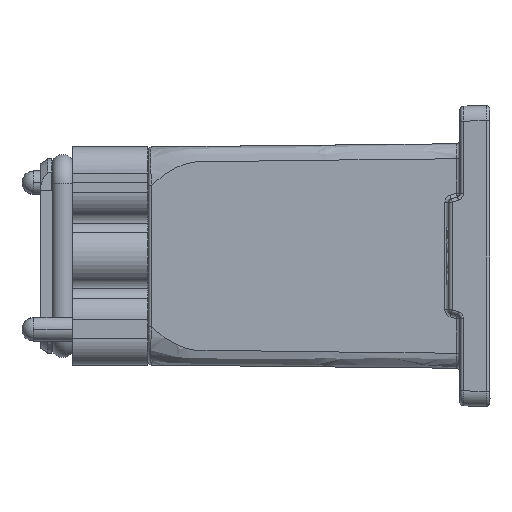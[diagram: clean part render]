
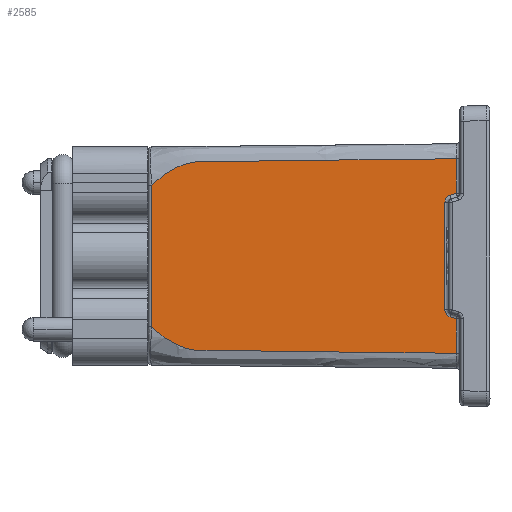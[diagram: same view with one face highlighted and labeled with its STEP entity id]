
A CAD part, left-side view. The second image highlights one B-rep face of the part: STEP entity #2585.
In plain terms, the highlighted planar face has unit normal (-1, 0.011, 0).
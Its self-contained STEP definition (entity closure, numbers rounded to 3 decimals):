
#1527=FACE_OUTER_BOUND('',#8350,.T.);
#2585=ADVANCED_FACE('NONE',(#1527),#3136,.T.);
#3136=PLANE('',#20628);
#4308=LINE('',#39523,#5538);
#4309=LINE('',#39535,#5539);
#4310=LINE('',#39537,#5540);
#4312=LINE('',#39668,#5542);
#4313=LINE('',#39670,#5543);
#4314=LINE('',#39692,#5544);
#5538=VECTOR('',#23825,1.);
#5539=VECTOR('',#23830,1.);
#5540=VECTOR('',#23833,1.);
#5542=VECTOR('',#23837,1.);
#5543=VECTOR('',#23840,1.);
#5544=VECTOR('',#23845,1.);
#6950=B_SPLINE_CURVE_WITH_KNOTS('',3,(#39508,#39509,#39510,#39511),
 .UNSPECIFIED.,.F.,.F.,(4,4),(0.,1.),.UNSPECIFIED.);
#6954=B_SPLINE_CURVE_WITH_KNOTS('',3,(#39530,#39531,#39532,#39533),
 .UNSPECIFIED.,.F.,.F.,(4,4),(0.,1.),.UNSPECIFIED.);
#6956=B_SPLINE_CURVE_WITH_KNOTS('',3,(#39546,#39547,#39548,#39549,#39550,
#39551,#39552,#39553,#39554,#39555,#39556,#39557,#39558,#39559,#39560,#39561,
#39562,#39563,#39564,#39565,#39566,#39567,#39568,#39569,#39570,#39571,#39572,
#39573,#39574,#39575,#39576,#39577),.UNSPECIFIED.,.F.,.F.,(4,1,1,2,2,1,
2,2,1,1,1,2,2,1,1,1,1,2,2,2,4),(0.,0.063,0.094,
0.109,0.125,0.141,0.148,
0.156,0.172,0.18,0.184,
0.186,0.188,0.219,0.234,
0.242,0.246,0.248,0.25,
0.5,1.),.UNSPECIFIED.);
#6988=B_SPLINE_CURVE_WITH_KNOTS('',3,(#40234,#40235,#40236,#40237,#40238,
#40239,#40240,#40241,#40242,#40243,#40244,#40245),.UNSPECIFIED.,.F.,.F.,
(4,2,2,2,2,4),(0.,0.125,0.188,0.25,0.5,
1.),.UNSPECIFIED.);
#8350=EDGE_LOOP('',(#13495,#13496,#13497,#13498,#13499,#13500,#13501,#13502,
#13503,#13504));
#13495=ORIENTED_EDGE('',*,*,#18960,.T.);
#13496=ORIENTED_EDGE('',*,*,#18961,.T.);
#13497=ORIENTED_EDGE('',*,*,#18949,.T.);
#13498=ORIENTED_EDGE('',*,*,#18952,.T.);
#13499=ORIENTED_EDGE('',*,*,#18954,.T.);
#13500=ORIENTED_EDGE('',*,*,#18955,.T.);
#13501=ORIENTED_EDGE('',*,*,#18965,.T.);
#13502=ORIENTED_EDGE('',*,*,#19005,.F.);
#13503=ORIENTED_EDGE('',*,*,#18956,.T.);
#13504=ORIENTED_EDGE('',*,*,#18959,.T.);
#16139=VERTEX_POINT('',#38350);
#16140=VERTEX_POINT('',#38358);
#16143=VERTEX_POINT('',#38397);
#16174=VERTEX_POINT('',#38968);
#16199=VERTEX_POINT('',#39507);
#16200=VERTEX_POINT('',#39512);
#16201=VERTEX_POINT('',#39522);
#16202=VERTEX_POINT('',#39529);
#16203=VERTEX_POINT('',#39538);
#16207=VERTEX_POINT('',#39691);
#18949=EDGE_CURVE('NONE',#16200,#16199,#6950,.T.);
#18952=EDGE_CURVE('NONE',#16199,#16201,#4308,.T.);
#18954=EDGE_CURVE('NONE',#16201,#16202,#6954,.T.);
#18955=EDGE_CURVE('NONE',#16202,#16143,#4309,.T.);
#18956=EDGE_CURVE('NONE',#16203,#16174,#4310,.T.);
#18959=EDGE_CURVE('NONE',#16174,#16139,#6956,.T.);
#18960=EDGE_CURVE('NONE',#16139,#16140,#4312,.T.);
#18961=EDGE_CURVE('NONE',#16140,#16200,#4313,.T.);
#18965=EDGE_CURVE('NONE',#16143,#16207,#4314,.T.);
#19005=EDGE_CURVE('NONE',#16203,#16207,#6988,.T.);
#20628=AXIS2_PLACEMENT_3D('',#40246,#23886,#23887);
#23825=DIRECTION('',(0.,0.,1.));
#23830=DIRECTION('',(-0.01,-0.949,0.316));
#23833=DIRECTION('',(0.,0.,-1.));
#23837=DIRECTION('',(0.,0.,1.));
#23840=DIRECTION('',(0.01,0.949,0.316));
#23845=DIRECTION('',(0.,0.,1.));
#23886=DIRECTION('',(-1.,0.01,0.));
#23887=DIRECTION('',(-0.01,-1.,0.));
#38350=CARTESIAN_POINT('',(29.024,8.99,-65.842));
#38358=CARTESIAN_POINT('',(29.024,8.99,-56.703));
#38397=CARTESIAN_POINT('',(29.024,8.99,-23.262));
#38968=CARTESIAN_POINT('',(29.872,90.011,-58.842));
#39507=CARTESIAN_POINT('',(29.056,11.99,-54.262));
#39508=CARTESIAN_POINT('',(29.041,10.622,-56.159));
#39509=CARTESIAN_POINT('',(29.049,11.445,-55.877));
#39510=CARTESIAN_POINT('',(29.055,11.982,-55.134));
#39511=CARTESIAN_POINT('',(29.055,11.99,-54.262));
#39512=CARTESIAN_POINT('',(29.042,10.622,-56.159));
#39522=CARTESIAN_POINT('',(29.055,11.99,-25.703));
#39523=CARTESIAN_POINT('',(29.055,11.99,-72.955));
#39529=CARTESIAN_POINT('',(29.042,10.622,-23.806));
#39530=CARTESIAN_POINT('',(29.055,11.99,-25.703));
#39531=CARTESIAN_POINT('',(29.055,11.983,-24.834));
#39532=CARTESIAN_POINT('',(29.05,11.447,-24.089));
#39533=CARTESIAN_POINT('',(29.041,10.622,-23.806));
#39535=CARTESIAN_POINT('',(29.041,10.622,-23.806));
#39537=CARTESIAN_POINT('',(29.872,90.011,-72.955));
#39538=CARTESIAN_POINT('',(29.872,90.011,-21.123));
#39546=CARTESIAN_POINT('',(29.872,90.011,-58.842));
#39547=CARTESIAN_POINT('',(29.857,88.582,-60.205));
#39548=CARTESIAN_POINT('',(29.835,86.428,-61.918));
#39549=CARTESIAN_POINT('',(29.808,83.898,-63.336));
#39550=CARTESIAN_POINT('',(29.797,82.809,-63.819));
#39551=CARTESIAN_POINT('',(29.789,82.083,-64.114));
#39552=CARTESIAN_POINT('',(29.786,81.772,-64.23));
#39553=CARTESIAN_POINT('',(29.777,80.939,-64.504));
#39554=CARTESIAN_POINT('',(29.771,80.313,-64.682));
#39555=CARTESIAN_POINT('',(29.764,79.684,-64.819));
#39556=CARTESIAN_POINT('',(29.76,79.263,-64.901));
#39557=CARTESIAN_POINT('',(29.757,79.011,-64.944));
#39558=CARTESIAN_POINT('',(29.752,78.504,-65.021));
#39559=CARTESIAN_POINT('',(29.746,77.928,-65.081));
#39560=CARTESIAN_POINT('',(29.737,77.135,-65.12));
#39561=CARTESIAN_POINT('',(29.733,76.709,-65.132));
#39562=CARTESIAN_POINT('',(29.731,76.52,-65.135));
#39563=CARTESIAN_POINT('',(29.73,76.392,-65.137));
#39564=CARTESIAN_POINT('',(29.728,76.279,-65.138));
#39565=CARTESIAN_POINT('',(29.726,76.,-65.141));
#39566=CARTESIAN_POINT('',(29.717,75.157,-65.149));
#39567=CARTESIAN_POINT('',(29.698,73.385,-65.167));
#39568=CARTESIAN_POINT('',(29.687,72.302,-65.179));
#39569=CARTESIAN_POINT('',(29.681,71.711,-65.185));
#39570=CARTESIAN_POINT('',(29.678,71.447,-65.188));
#39571=CARTESIAN_POINT('',(29.676,71.269,-65.189));
#39572=CARTESIAN_POINT('',(29.675,71.141,-65.191));
#39573=CARTESIAN_POINT('',(29.602,64.179,-65.264));
#39574=CARTESIAN_POINT('',(29.53,57.289,-65.336));
#39575=CARTESIAN_POINT('',(29.313,36.588,-65.552));
#39576=CARTESIAN_POINT('',(29.168,22.788,-65.697));
#39577=CARTESIAN_POINT('',(29.024,8.99,-65.842));
#39668=CARTESIAN_POINT('',(29.024,8.99,-72.955));
#39670=CARTESIAN_POINT('',(29.024,8.99,-56.703));
#39691=CARTESIAN_POINT('',(29.024,8.99,-14.124));
#39692=CARTESIAN_POINT('',(29.024,8.99,-72.955));
#40234=CARTESIAN_POINT('',(29.872,90.011,-21.123));
#40235=CARTESIAN_POINT('',(29.848,87.668,-18.898));
#40236=CARTESIAN_POINT('',(29.819,84.957,-16.879));
#40237=CARTESIAN_POINT('',(29.769,80.14,-15.159));
#40238=CARTESIAN_POINT('',(29.751,78.41,-14.856));
#40239=CARTESIAN_POINT('',(29.714,74.939,-14.806));
#40240=CARTESIAN_POINT('',(29.696,73.203,-14.796));
#40241=CARTESIAN_POINT('',(29.605,64.526,-14.704));
#40242=CARTESIAN_POINT('',(29.533,57.584,-14.633));
#40243=CARTESIAN_POINT('',(29.315,36.758,-14.414));
#40244=CARTESIAN_POINT('',(29.169,22.874,-14.269));
#40245=CARTESIAN_POINT('',(29.024,8.99,-14.124));
#40246=CARTESIAN_POINT('',(29.883,91.,-72.955));
